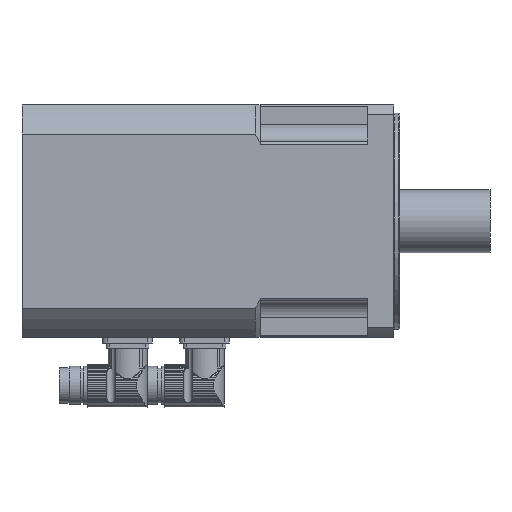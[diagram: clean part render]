
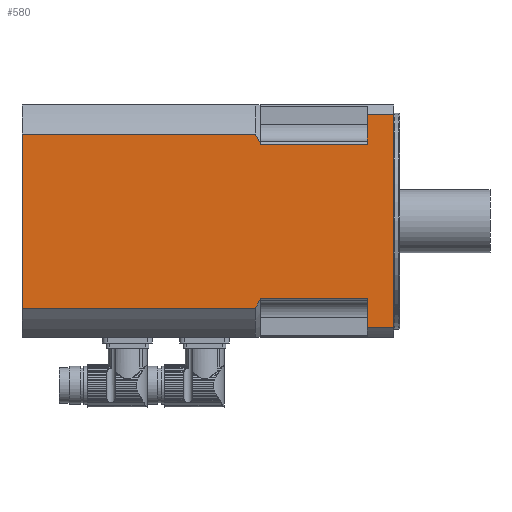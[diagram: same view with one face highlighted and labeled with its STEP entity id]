
A CAD part, left-side view. The second image highlights one B-rep face of the part: STEP entity #580.
In plain terms, the highlighted planar face has unit normal (-1, 0, 0).
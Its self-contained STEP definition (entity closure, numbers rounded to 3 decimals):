
#580=ADVANCED_FACE('',(#890),#830,.T.);
#830=PLANE('',#4563);
#890=FACE_OUTER_BOUND('',#1122,.T.);
#1122=EDGE_LOOP('',(#1561,#1562,#1563,#1564,#1565,#1566,#1567,#1568,#1569,
#1570,#1571,#1572,#1573,#1574));
#1413=B_SPLINE_CURVE_WITH_KNOTS('',3,(#6338,#6339,#6340,#6341),.UNSPECIFIED.,
.F.,.F.,(4,4),(0.,1.),.UNSPECIFIED.);
#1414=B_SPLINE_CURVE_WITH_KNOTS('',3,(#6361,#6362,#6363,#6364),.UNSPECIFIED.,
.F.,.F.,(4,4),(0.,1.),.UNSPECIFIED.);
#1561=ORIENTED_EDGE('',*,*,#3351,.T.);
#1562=ORIENTED_EDGE('',*,*,#3352,.T.);
#1563=ORIENTED_EDGE('',*,*,#3353,.T.);
#1564=ORIENTED_EDGE('',*,*,#3354,.F.);
#1565=ORIENTED_EDGE('',*,*,#3355,.T.);
#1566=ORIENTED_EDGE('',*,*,#3356,.F.);
#1567=ORIENTED_EDGE('',*,*,#3357,.T.);
#1568=ORIENTED_EDGE('',*,*,#3358,.F.);
#1569=ORIENTED_EDGE('',*,*,#3359,.T.);
#1570=ORIENTED_EDGE('',*,*,#3360,.F.);
#1571=ORIENTED_EDGE('',*,*,#3361,.T.);
#1572=ORIENTED_EDGE('',*,*,#3362,.T.);
#1573=ORIENTED_EDGE('',*,*,#3363,.T.);
#1574=ORIENTED_EDGE('',*,*,#3364,.F.);
#2895=VERTEX_POINT('',#6336);
#2896=VERTEX_POINT('',#6337);
#2897=VERTEX_POINT('',#6342);
#2898=VERTEX_POINT('',#6344);
#2899=VERTEX_POINT('',#6346);
#2900=VERTEX_POINT('',#6348);
#2901=VERTEX_POINT('',#6350);
#2902=VERTEX_POINT('',#6352);
#2903=VERTEX_POINT('',#6354);
#2904=VERTEX_POINT('',#6356);
#2905=VERTEX_POINT('',#6358);
#2906=VERTEX_POINT('',#6360);
#2907=VERTEX_POINT('',#6365);
#2908=VERTEX_POINT('',#6367);
#3351=EDGE_CURVE('',#2895,#2896,#4018,.T.);
#3352=EDGE_CURVE('',#2896,#2897,#1413,.T.);
#3353=EDGE_CURVE('',#2897,#2898,#4019,.T.);
#3354=EDGE_CURVE('',#2899,#2898,#4020,.T.);
#3355=EDGE_CURVE('',#2899,#2900,#4021,.T.);
#3356=EDGE_CURVE('',#2901,#2900,#4022,.T.);
#3357=EDGE_CURVE('',#2901,#2902,#4023,.T.);
#3358=EDGE_CURVE('',#2903,#2902,#4024,.T.);
#3359=EDGE_CURVE('',#2903,#2904,#4025,.T.);
#3360=EDGE_CURVE('',#2905,#2904,#4026,.T.);
#3361=EDGE_CURVE('',#2905,#2906,#4027,.T.);
#3362=EDGE_CURVE('',#2906,#2907,#1414,.T.);
#3363=EDGE_CURVE('',#2907,#2908,#4028,.T.);
#3364=EDGE_CURVE('',#2895,#2908,#4029,.T.);
#4018=LINE('',#6335,#4290);
#4019=LINE('',#6343,#4291);
#4020=LINE('',#6345,#4292);
#4021=LINE('',#6347,#4293);
#4022=LINE('',#6349,#4294);
#4023=LINE('',#6351,#4295);
#4024=LINE('',#6353,#4296);
#4025=LINE('',#6355,#4297);
#4026=LINE('',#6357,#4298);
#4027=LINE('',#6359,#4299);
#4028=LINE('',#6366,#4300);
#4029=LINE('',#6368,#4301);
#4290=VECTOR('',#5064,1.);
#4291=VECTOR('',#5065,1.);
#4292=VECTOR('',#5066,1.);
#4293=VECTOR('',#5067,1.);
#4294=VECTOR('',#5068,1.);
#4295=VECTOR('',#5069,1.);
#4296=VECTOR('',#5070,1.);
#4297=VECTOR('',#5071,1.);
#4298=VECTOR('',#5072,1.);
#4299=VECTOR('',#5073,1.);
#4300=VECTOR('',#5074,1.);
#4301=VECTOR('',#5075,1.);
#4563=AXIS2_PLACEMENT_3D('',#6369,#5076,#5077);
#5064=DIRECTION('',(0.,-1.,0.));
#5065=DIRECTION('',(0.,0.,1.));
#5066=DIRECTION('',(0.,1.,0.));
#5067=DIRECTION('',(0.,0.,-1.));
#5068=DIRECTION('',(0.,1.,0.));
#5069=DIRECTION('',(0.,0.,1.));
#5070=DIRECTION('',(0.,-1.,0.));
#5071=DIRECTION('',(0.,0.,-1.));
#5072=DIRECTION('',(0.,-1.,0.));
#5073=DIRECTION('',(0.,0.,1.));
#5074=DIRECTION('',(0.,1.,0.));
#5075=DIRECTION('',(0.,0.,1.));
#5076=DIRECTION('',(-1.,0.,0.));
#5077=DIRECTION('',(0.,0.,1.));
#6335=CARTESIAN_POINT('',(-35.,80.,-17.5));
#6336=CARTESIAN_POINT('',(-35.,223.5,-17.5));
#6337=CARTESIAN_POINT('',(-35.,83.,-17.5));
#6338=CARTESIAN_POINT('',(-35.,83.,-17.5));
#6339=CARTESIAN_POINT('',(-35.,81.975,-15.792));
#6340=CARTESIAN_POINT('',(-35.,80.974,-14.069));
#6341=CARTESIAN_POINT('',(-35.,80.,-12.331));
#6342=CARTESIAN_POINT('',(-35.,80.,-12.331));
#6343=CARTESIAN_POINT('',(-35.,80.,-35.));
#6344=CARTESIAN_POINT('',(-35.,80.,-11.433));
#6345=CARTESIAN_POINT('',(-35.,80.,-11.433));
#6346=CARTESIAN_POINT('',(-35.,15.5,-11.433));
#6347=CARTESIAN_POINT('',(-35.,15.5,-35.));
#6348=CARTESIAN_POINT('',(-35.,15.5,-29.226));
#6349=CARTESIAN_POINT('',(-35.,-0.5,-29.226));
#6350=CARTESIAN_POINT('',(-35.,-0.5,-29.226));
#6351=CARTESIAN_POINT('',(-35.,-0.5,-35.));
#6352=CARTESIAN_POINT('',(-35.,-0.5,99.226));
#6353=CARTESIAN_POINT('',(-35.,-0.5,99.226));
#6354=CARTESIAN_POINT('',(-35.,15.5,99.226));
#6355=CARTESIAN_POINT('',(-35.,15.5,-35.));
#6356=CARTESIAN_POINT('',(-35.,15.5,81.433));
#6357=CARTESIAN_POINT('',(-35.,80.,81.433));
#6358=CARTESIAN_POINT('',(-35.,80.,81.433));
#6359=CARTESIAN_POINT('',(-35.,80.,-35.));
#6360=CARTESIAN_POINT('',(-35.,80.,82.331));
#6361=CARTESIAN_POINT('',(-35.,80.,82.331));
#6362=CARTESIAN_POINT('',(-35.,80.974,84.069));
#6363=CARTESIAN_POINT('',(-35.,81.975,85.792));
#6364=CARTESIAN_POINT('',(-35.,83.,87.5));
#6365=CARTESIAN_POINT('',(-35.,83.,87.5));
#6366=CARTESIAN_POINT('',(-35.,80.,87.5));
#6367=CARTESIAN_POINT('',(-35.,223.5,87.5));
#6368=CARTESIAN_POINT('',(-35.,223.5,-35.));
#6369=CARTESIAN_POINT('',(-35.,39.75,-35.));
